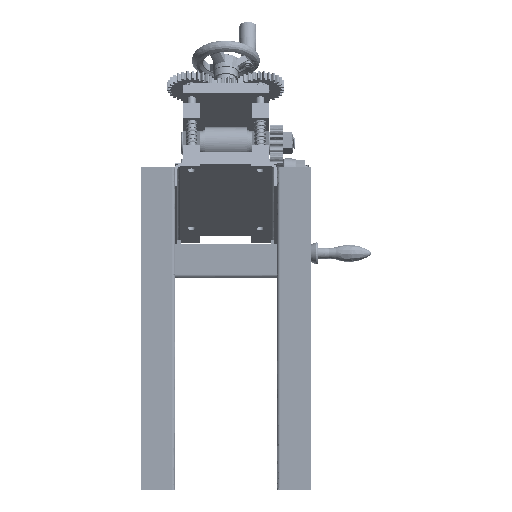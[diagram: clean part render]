
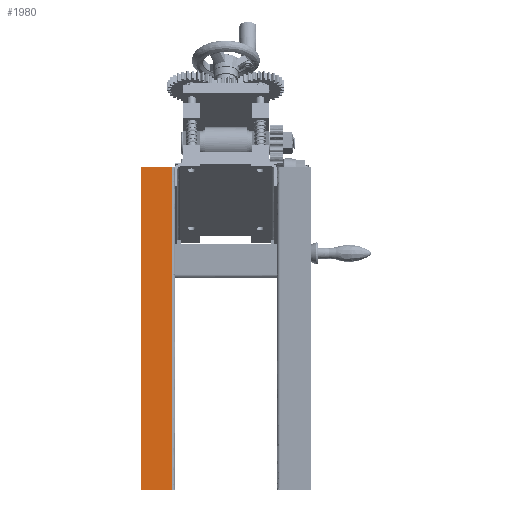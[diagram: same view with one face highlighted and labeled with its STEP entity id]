
A CAD part, left-side view. The second image highlights one B-rep face of the part: STEP entity #1980.
In plain terms, the highlighted free-form (B-spline) face has degree [1, 1] with [2, 2] control points.
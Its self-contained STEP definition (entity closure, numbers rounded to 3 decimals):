
#1980 = ADVANCED_FACE('',(#1981),#2011,.T.);
#1981 = FACE_BOUND('',#1982,.T.);
#1982 = EDGE_LOOP('',(#1983,#1992,#1999,#2006));
#1983 = ORIENTED_EDGE('',*,*,#1984,.T.);
#1984 = EDGE_CURVE('',#1985,#1987,#1989,.T.);
#1985 = VERTEX_POINT('',#1986);
#1986 = CARTESIAN_POINT('',(-140.458,86.185,
    -258.552));
#1987 = VERTEX_POINT('',#1988);
#1988 = CARTESIAN_POINT('',(-140.458,55.159,
    -258.552));
#1989 = B_SPLINE_CURVE_WITH_KNOTS('',1,(#1990,#1991),.UNSPECIFIED.,.F.,
  .F.,(2,2),(-0.036,0.),.PIECEWISE_BEZIER_KNOTS.);
#1990 = CARTESIAN_POINT('',(-140.458,86.185,
    -258.552));
#1991 = CARTESIAN_POINT('',(-140.458,55.159,
    -258.552));
#1992 = ORIENTED_EDGE('',*,*,#1993,.T.);
#1993 = EDGE_CURVE('',#1987,#1994,#1996,.T.);
#1994 = VERTEX_POINT('',#1995);
#1995 = CARTESIAN_POINT('',(-140.458,55.159,
    68.947));
#1996 = B_SPLINE_CURVE_WITH_KNOTS('',1,(#1997,#1998),.UNSPECIFIED.,.F.,
  .F.,(2,2),(-0.38,0.),.PIECEWISE_BEZIER_KNOTS.);
#1997 = CARTESIAN_POINT('',(-140.458,55.159,
    -258.552));
#1998 = CARTESIAN_POINT('',(-140.458,55.159,
    68.947));
#1999 = ORIENTED_EDGE('',*,*,#2000,.T.);
#2000 = EDGE_CURVE('',#1994,#2001,#2003,.T.);
#2001 = VERTEX_POINT('',#2002);
#2002 = CARTESIAN_POINT('',(-140.458,86.185,
    68.947));
#2003 = B_SPLINE_CURVE_WITH_KNOTS('',1,(#2004,#2005),.UNSPECIFIED.,.F.,
  .F.,(2,2),(0.,0.036),.PIECEWISE_BEZIER_KNOTS.);
#2004 = CARTESIAN_POINT('',(-140.458,55.159,
    68.947));
#2005 = CARTESIAN_POINT('',(-140.458,86.185,
    68.947));
#2006 = ORIENTED_EDGE('',*,*,#2007,.T.);
#2007 = EDGE_CURVE('',#2001,#1985,#2008,.T.);
#2008 = B_SPLINE_CURVE_WITH_KNOTS('',1,(#2009,#2010),.UNSPECIFIED.,.F.,
  .F.,(2,2),(0.,0.38),.PIECEWISE_BEZIER_KNOTS.);
#2009 = CARTESIAN_POINT('',(-140.458,86.185,
    68.947));
#2010 = CARTESIAN_POINT('',(-140.458,86.185,
    -258.552));
#2011 = B_SPLINE_SURFACE_WITH_KNOTS('',1,1,(
    (#2012,#2013)
    ,(#2014,#2015
    )),.UNSPECIFIED.,.F.,.F.,.F.,(2,2),(2,2),(0.,1.),(0.,1.),
  .PIECEWISE_BEZIER_KNOTS.);
#2012 = CARTESIAN_POINT('',(-140.458,55.159,
    -258.552));
#2013 = CARTESIAN_POINT('',(-140.458,86.185,
    -258.552));
#2014 = CARTESIAN_POINT('',(-140.458,55.159,
    68.947));
#2015 = CARTESIAN_POINT('',(-140.458,86.185,
    68.947));
